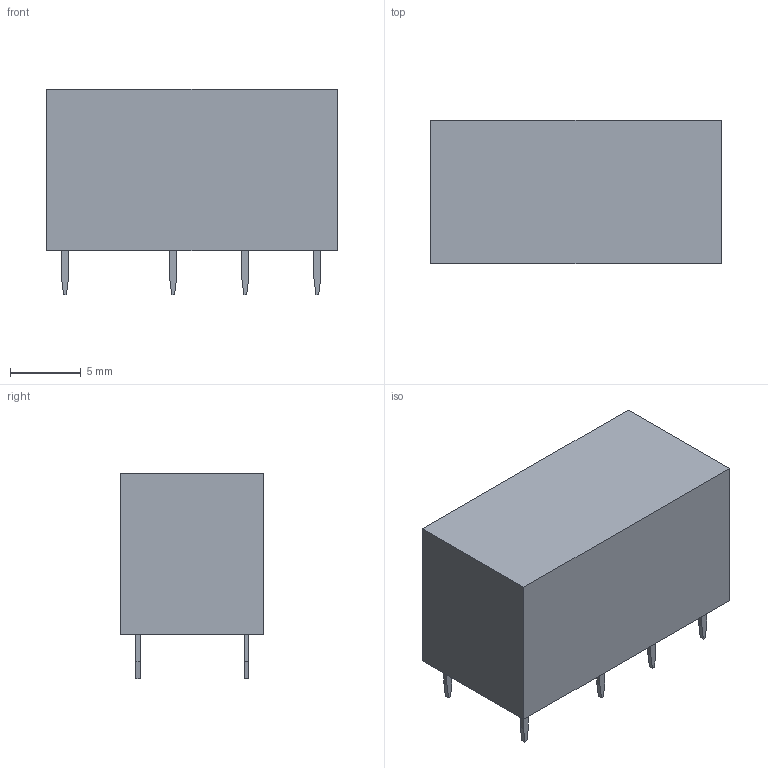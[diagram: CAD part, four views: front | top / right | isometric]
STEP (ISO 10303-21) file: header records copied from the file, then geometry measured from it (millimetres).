
FILE_DESCRIPTION (( 'STEP AP214' ), '1' );
FILE_NAME ('RELAY-TH_G5V-2.step', '2022-07-09T13:15:26', ( '' ), ( '' ), 'SwSTEP 2.0', 'SolidWorks 2020', '' );
FILE_SCHEMA (( 'AUTOMOTIVE_DESIGN' ));
Length unit declared in the file: millimetre
Products named in the file (1): RELAY-TH_G5V-2
Bounding box: 20.5 x 10.11 x 14.5 mm (x, y, z)
Volume: 2288.6 mm3; surface area: 1179.6 mm2
Topology: 9 solids, 9 shells, 358 faces, 939 edges, 626 vertices
Faces by surface type: plane 246, bspline 112
Entity records: 14808 total; most frequent: CARTESIAN_POINT 4028, ORIENTED_EDGE 1878, DIRECTION 1205, EDGE_CURVE 939, VECTOR 711, LINE 711, VERTEX_POINT 626, EDGE_LOOP 385
